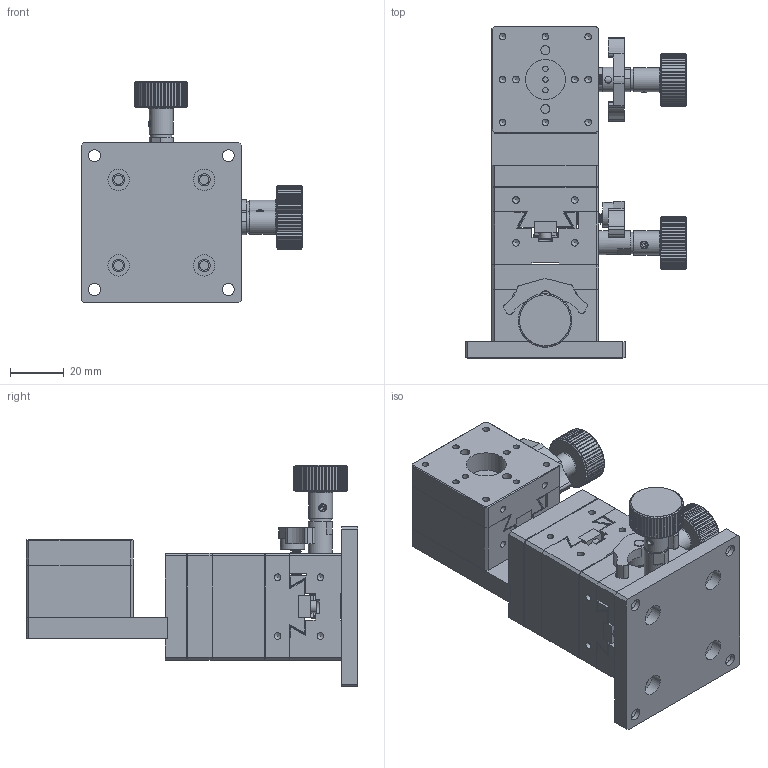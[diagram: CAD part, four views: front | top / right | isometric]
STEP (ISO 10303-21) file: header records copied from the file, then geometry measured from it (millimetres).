
FILE_DESCRIPTION (( 'STEP AP203' ), '1' );
FILE_NAME ('528845.STEP', '2024-10-16T06:47:38', ( 'Windows User' ), ( 'P R C' ), 'SwSTEP 2.0', 'SolidWorks 2020', '' );
FILE_SCHEMA (( 'CONFIG_CONTROL_DESIGN' ));
Products named in the file (1): 528845
Bounding box: 82.9 x 124 x 82.9 mm (x, y, z)
Volume: 185895.4 mm3; surface area: 94095.1 mm2
Topology: 42 solids, 42 shells, 2219 faces, 5491 edges, 3399 vertices
Faces by surface type: plane 1099, cylinder 560, cone 419, bspline 141
Full cylindrical faces by diameter (mm): 2 x9, 2.05 x6, 2.459 x30, 2.5 x51, 2.8 x6, 3 x3, 3.3 x9, 3.4 x18, 3.5 x12, 4 x52, 4.1 x6, 4.5 x20, 6 x30, 7.4 x3, 8 x20, 9 x6, 9.2 x3, 14.917 x3
Entity records: 328773 total; most frequent: CARTESIAN_POINT 281623, ORIENTED_EDGE 9640, DIRECTION 9209, EDGE_CURVE 4820, AXIS2_PLACEMENT_3D 3442, VERTEX_POINT 3150, EDGE_LOOP 2790, FACE_OUTER_BOUND 2432
